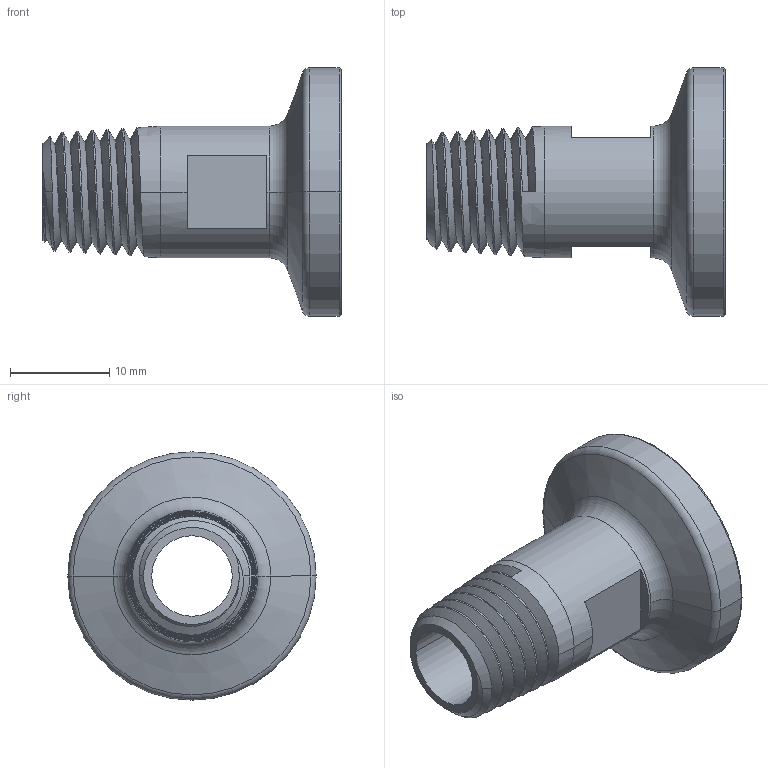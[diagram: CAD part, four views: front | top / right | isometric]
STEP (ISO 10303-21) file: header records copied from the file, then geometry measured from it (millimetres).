
FILE_DESCRIPTION (( 'STEP AP214' ), '1' );
FILE_NAME ('AM.NPT.050.025.STEP', '2021-09-14T08:23:19', ( '' ), ( '' ), 'SwSTEP 2.0', 'SolidWorks 2021', '' );
FILE_SCHEMA (( 'AUTOMOTIVE_DESIGN' ));
Length unit declared in the file: millimetre
Products named in the file (1): AM.NPT.050.025
Bounding box: 30 x 25 x 25 mm (x, y, z)
Volume: 3363.4 mm3; surface area: 3237.9 mm2
Topology: 1 solids, 1 shells, 55 faces, 136 edges, 84 vertices
Faces by surface type: cone 22, torus 12, plane 10, cylinder 8, bspline 3
Entity records: 4563 total; most frequent: CARTESIAN_POINT 3255, ORIENTED_EDGE 272, DIRECTION 263, EDGE_CURVE 136, AXIS2_PLACEMENT_3D 110, VERTEX_POINT 84, EDGE_LOOP 58, CIRCLE 57
